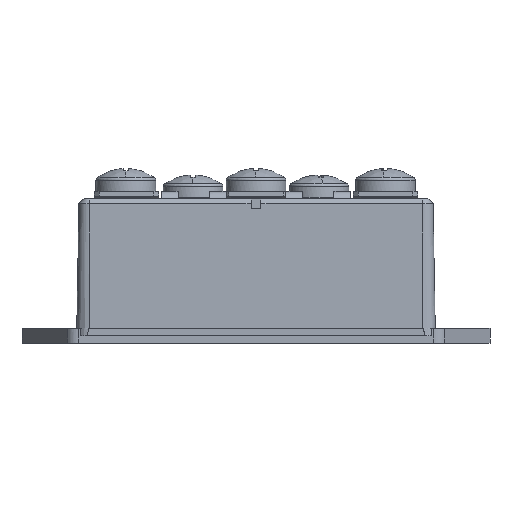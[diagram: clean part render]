
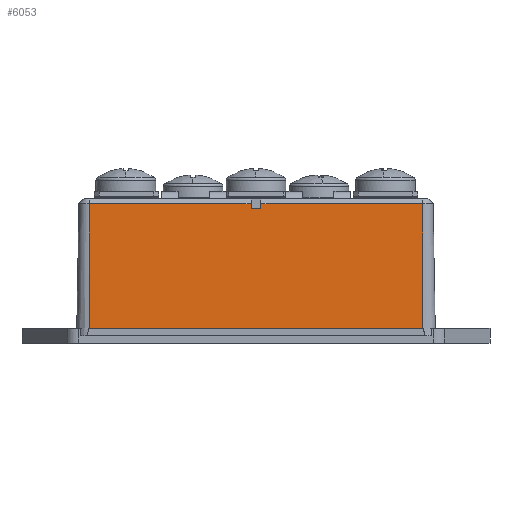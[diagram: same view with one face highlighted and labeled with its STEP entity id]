
A CAD part, front view. The second image highlights one B-rep face of the part: STEP entity #6053.
In plain terms, the highlighted free-form (B-spline) face has degree [1, 1] with [2, 2] control points.
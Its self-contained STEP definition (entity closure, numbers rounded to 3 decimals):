
#6053 = ADVANCED_FACE('',(#6054),#6112,.T.);
#6054 = FACE_BOUND('',#6055,.T.);
#6055 = EDGE_LOOP('',(#6056,#6065,#6072,#6079,#6086,#6093,#6100,#6107));
#6056 = ORIENTED_EDGE('',*,*,#6057,.T.);
#6057 = EDGE_CURVE('',#6058,#6060,#6062,.T.);
#6058 = VERTEX_POINT('',#6059);
#6059 = CARTESIAN_POINT('',(49.322,-39.752,
    4.417));
#6060 = VERTEX_POINT('',#6061);
#6061 = CARTESIAN_POINT('',(49.322,-39.11,
    41.225));
#6062 = B_SPLINE_CURVE_WITH_KNOTS('',1,(#6063,#6064),.UNSPECIFIED.,.F.,
  .F.,(2,2),(0.,25.004),.PIECEWISE_BEZIER_KNOTS.);
#6063 = CARTESIAN_POINT('',(49.322,-39.752,
    4.417));
#6064 = CARTESIAN_POINT('',(49.322,-39.11,
    41.225));
#6065 = ORIENTED_EDGE('',*,*,#6066,.T.);
#6066 = EDGE_CURVE('',#6060,#6067,#6069,.T.);
#6067 = VERTEX_POINT('',#6068);
#6068 = CARTESIAN_POINT('',(1.472,-39.11,
    41.225));
#6069 = B_SPLINE_CURVE_WITH_KNOTS('',1,(#6070,#6071),.UNSPECIFIED.,.F.,
  .F.,(2,2),(0.,32.5),.PIECEWISE_BEZIER_KNOTS.);
#6070 = CARTESIAN_POINT('',(49.322,-39.11,
    41.225));
#6071 = CARTESIAN_POINT('',(1.472,-39.11,
    41.225));
#6072 = ORIENTED_EDGE('',*,*,#6073,.T.);
#6073 = EDGE_CURVE('',#6067,#6074,#6076,.T.);
#6074 = VERTEX_POINT('',#6075);
#6075 = CARTESIAN_POINT('',(1.472,-39.136,
    39.752));
#6076 = B_SPLINE_CURVE_WITH_KNOTS('',1,(#6077,#6078),.UNSPECIFIED.,.F.,
  .F.,(2,2),(0.,1.),.PIECEWISE_BEZIER_KNOTS.);
#6077 = CARTESIAN_POINT('',(1.472,-39.11,
    41.225));
#6078 = CARTESIAN_POINT('',(1.472,-39.136,
    39.752));
#6079 = ORIENTED_EDGE('',*,*,#6080,.T.);
#6080 = EDGE_CURVE('',#6074,#6081,#6083,.T.);
#6081 = VERTEX_POINT('',#6082);
#6082 = CARTESIAN_POINT('',(-1.472,-39.136,
    39.752));
#6083 = B_SPLINE_CURVE_WITH_KNOTS('',1,(#6084,#6085),.UNSPECIFIED.,.F.,
  .F.,(2,2),(0.,2.),.PIECEWISE_BEZIER_KNOTS.);
#6084 = CARTESIAN_POINT('',(1.472,-39.136,
    39.752));
#6085 = CARTESIAN_POINT('',(-1.472,-39.136,
    39.752));
#6086 = ORIENTED_EDGE('',*,*,#6087,.T.);
#6087 = EDGE_CURVE('',#6081,#6088,#6090,.T.);
#6088 = VERTEX_POINT('',#6089);
#6089 = CARTESIAN_POINT('',(-1.472,-39.11,
    41.225));
#6090 = B_SPLINE_CURVE_WITH_KNOTS('',1,(#6091,#6092),.UNSPECIFIED.,.F.,
  .F.,(2,2),(0.,1.),.PIECEWISE_BEZIER_KNOTS.);
#6091 = CARTESIAN_POINT('',(-1.472,-39.136,
    39.752));
#6092 = CARTESIAN_POINT('',(-1.472,-39.11,
    41.225));
#6093 = ORIENTED_EDGE('',*,*,#6094,.T.);
#6094 = EDGE_CURVE('',#6088,#6095,#6097,.T.);
#6095 = VERTEX_POINT('',#6096);
#6096 = CARTESIAN_POINT('',(-49.322,-39.11,
    41.225));
#6097 = B_SPLINE_CURVE_WITH_KNOTS('',1,(#6098,#6099),.UNSPECIFIED.,.F.,
  .F.,(2,2),(0.,32.5),.PIECEWISE_BEZIER_KNOTS.);
#6098 = CARTESIAN_POINT('',(-1.472,-39.11,
    41.225));
#6099 = CARTESIAN_POINT('',(-49.322,-39.11,
    41.225));
#6100 = ORIENTED_EDGE('',*,*,#6101,.T.);
#6101 = EDGE_CURVE('',#6095,#6102,#6104,.T.);
#6102 = VERTEX_POINT('',#6103);
#6103 = CARTESIAN_POINT('',(-49.322,-39.752,
    4.417));
#6104 = B_SPLINE_CURVE_WITH_KNOTS('',1,(#6105,#6106),.UNSPECIFIED.,.F.,
  .F.,(2,2),(0.,25.004),.PIECEWISE_BEZIER_KNOTS.);
#6105 = CARTESIAN_POINT('',(-49.322,-39.11,
    41.225));
#6106 = CARTESIAN_POINT('',(-49.322,-39.752,
    4.417));
#6107 = ORIENTED_EDGE('',*,*,#6108,.T.);
#6108 = EDGE_CURVE('',#6102,#6058,#6109,.T.);
#6109 = B_SPLINE_CURVE_WITH_KNOTS('',1,(#6110,#6111),.UNSPECIFIED.,.F.,
  .F.,(2,2),(0.,67.),.PIECEWISE_BEZIER_KNOTS.);
#6110 = CARTESIAN_POINT('',(-49.322,-39.752,
    4.417));
#6111 = CARTESIAN_POINT('',(49.322,-39.752,
    4.417));
#6112 = B_SPLINE_SURFACE_WITH_KNOTS('',1,1,(
    (#6113,#6114)
    ,(#6115,#6116
    )),.UNSPECIFIED.,.F.,.F.,.F.,(2,2),(2,2),(0.,1.),(0.,1.),
  .PIECEWISE_BEZIER_KNOTS.);
#6113 = CARTESIAN_POINT('',(49.322,-39.11,
    41.225));
#6114 = CARTESIAN_POINT('',(49.322,-39.752,
    4.417));
#6115 = CARTESIAN_POINT('',(-49.322,-39.11,
    41.225));
#6116 = CARTESIAN_POINT('',(-49.322,-39.752,
    4.417));
